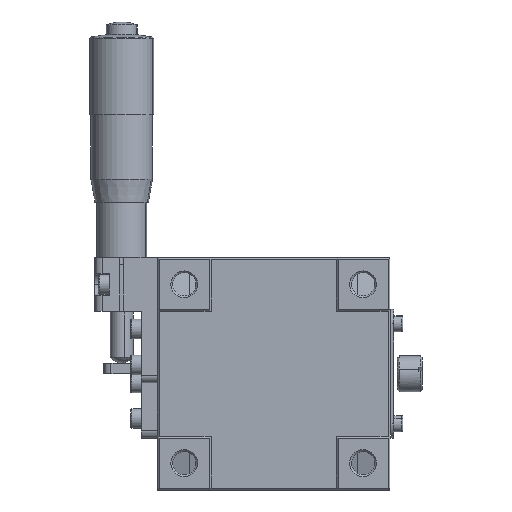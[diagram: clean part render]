
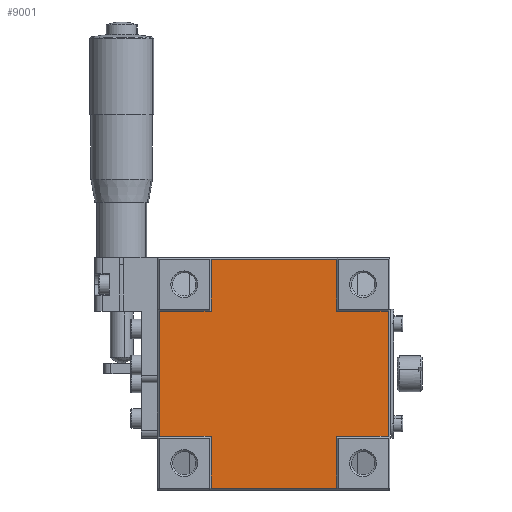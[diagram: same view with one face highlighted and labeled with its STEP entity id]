
A CAD part, front view. The second image highlights one B-rep face of the part: STEP entity #9001.
In plain terms, the highlighted planar face has unit normal (0, -1, 0).
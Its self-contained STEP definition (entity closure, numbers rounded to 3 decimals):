
#80 = CARTESIAN_POINT ( 'NONE',  ( -17.5, 0.5, -17.5 ) ) ;
#136 = LINE ( 'NONE', #1950, #10769 ) ;
#224 = CARTESIAN_POINT ( 'NONE',  ( -32., 0.5, 17.5 ) ) ;
#431 = VECTOR ( 'NONE', #1097, 1000. ) ;
#584 = VECTOR ( 'NONE', #9384, 1000. ) ;
#619 = EDGE_CURVE ( 'NONE', #5325, #10140, #1131, .T. ) ;
#666 = CARTESIAN_POINT ( 'NONE',  ( 17.5, 0.5, 17.5 ) ) ;
#814 = ORIENTED_EDGE ( 'NONE', *, *, #619, .F. ) ;
#998 = EDGE_CURVE ( 'NONE', #9766, #12847, #4644, .T. ) ;
#1050 = VERTEX_POINT ( 'NONE', #13735 ) ;
#1097 = DIRECTION ( 'NONE',  ( 0., 0., 1. ) ) ;
#1131 = LINE ( 'NONE', #3304, #9650 ) ;
#1189 = EDGE_CURVE ( 'NONE', #9766, #10140, #136, .T. ) ;
#1192 = CARTESIAN_POINT ( 'NONE',  ( 32., 0.5, 17.5 ) ) ;
#1203 = EDGE_CURVE ( 'NONE', #6671, #1336, #5150, .T. ) ;
#1304 = EDGE_CURVE ( 'NONE', #6671, #11406, #3776, .T. ) ;
#1332 = CARTESIAN_POINT ( 'NONE',  ( -17.5, 0.5, 17.5 ) ) ;
#1336 = VERTEX_POINT ( 'NONE', #6117 ) ;
#1500 = ORIENTED_EDGE ( 'NONE', *, *, #998, .F. ) ;
#1533 = DIRECTION ( 'NONE',  ( 0., 0., 1. ) ) ;
#1717 = VECTOR ( 'NONE', #3049, 1000. ) ;
#1926 = LINE ( 'NONE', #10018, #12939 ) ;
#1950 = CARTESIAN_POINT ( 'NONE',  ( -32., 0.5, 0. ) ) ;
#2024 = VERTEX_POINT ( 'NONE', #10369 ) ;
#2149 = DIRECTION ( 'NONE',  ( 0., 0., 1. ) ) ;
#2300 = VECTOR ( 'NONE', #6272, 1000. ) ;
#2826 = ORIENTED_EDGE ( 'NONE', *, *, #8711, .F. ) ;
#2956 = ORIENTED_EDGE ( 'NONE', *, *, #9657, .T. ) ;
#3049 = DIRECTION ( 'NONE',  ( 0., 0., -1. ) ) ;
#3093 = CARTESIAN_POINT ( 'NONE',  ( 32., 0.5, -17.5 ) ) ;
#3246 = VERTEX_POINT ( 'NONE', #4280 ) ;
#3304 = CARTESIAN_POINT ( 'NONE',  ( -32.5, 0.5, -17.5 ) ) ;
#3364 = CARTESIAN_POINT ( 'NONE',  ( 32.5, 0.5, 17.5 ) ) ;
#3776 = LINE ( 'NONE', #11106, #6975 ) ;
#4214 = EDGE_CURVE ( 'NONE', #2024, #1050, #1926, .T. ) ;
#4280 = CARTESIAN_POINT ( 'NONE',  ( -17.5, 0.5, 32. ) ) ;
#4282 = CARTESIAN_POINT ( 'NONE',  ( 0., 0.5, 32. ) ) ;
#4483 = EDGE_CURVE ( 'NONE', #2024, #5325, #7123, .T. ) ;
#4583 = EDGE_CURVE ( 'NONE', #12847, #3246, #6110, .T. ) ;
#4644 = LINE ( 'NONE', #11759, #10279 ) ;
#4889 = AXIS2_PLACEMENT_3D ( 'NONE', #11272, #4939, #12341 ) ;
#4895 = CARTESIAN_POINT ( 'NONE',  ( 17.5, 0.5, -32.5 ) ) ;
#4939 = DIRECTION ( 'NONE',  ( 0., 1., 0. ) ) ;
#5150 = LINE ( 'NONE', #13785, #2300 ) ;
#5325 = VERTEX_POINT ( 'NONE', #80 ) ;
#5382 = DIRECTION ( 'NONE',  ( -1., 0., 0. ) ) ;
#5581 = EDGE_CURVE ( 'NONE', #1336, #1050, #6273, .T. ) ;
#5673 = ORIENTED_EDGE ( 'NONE', *, *, #1203, .F. ) ;
#5996 = ORIENTED_EDGE ( 'NONE', *, *, #4483, .F. ) ;
#6110 = LINE ( 'NONE', #6343, #431 ) ;
#6117 = CARTESIAN_POINT ( 'NONE',  ( 17.5, 0.5, -17.5 ) ) ;
#6166 = EDGE_CURVE ( 'NONE', #10307, #6871, #9915, .T. ) ;
#6272 = DIRECTION ( 'NONE',  ( -1., 0., 0. ) ) ;
#6273 = LINE ( 'NONE', #4895, #584 ) ;
#6343 = CARTESIAN_POINT ( 'NONE',  ( -17.5, 0.5, 32.5 ) ) ;
#6494 = DIRECTION ( 'NONE',  ( 0., 0., -1. ) ) ;
#6671 = VERTEX_POINT ( 'NONE', #3093 ) ;
#6871 = VERTEX_POINT ( 'NONE', #666 ) ;
#6975 = VECTOR ( 'NONE', #1533, 1000. ) ;
#7046 = PLANE ( 'NONE',  #4889 ) ;
#7123 = LINE ( 'NONE', #9739, #9937 ) ;
#7302 = DIRECTION ( 'NONE',  ( 1., 0., 0. ) ) ;
#7365 = CARTESIAN_POINT ( 'NONE',  ( -32., 0.5, -17.5 ) ) ;
#7438 = VECTOR ( 'NONE', #5382, 1000. ) ;
#7817 = VECTOR ( 'NONE', #9740, 1000. ) ;
#8711 = EDGE_CURVE ( 'NONE', #6871, #11406, #13770, .T. ) ;
#8870 = ORIENTED_EDGE ( 'NONE', *, *, #4214, .T. ) ;
#9001 = ADVANCED_FACE ( 'NONE', ( #9763 ), #7046, .F. ) ;
#9192 = ORIENTED_EDGE ( 'NONE', *, *, #1189, .T. ) ;
#9342 = ORIENTED_EDGE ( 'NONE', *, *, #5581, .F. ) ;
#9384 = DIRECTION ( 'NONE',  ( 0., 0., -1. ) ) ;
#9650 = VECTOR ( 'NONE', #11418, 1000. ) ;
#9657 = EDGE_CURVE ( 'NONE', #10307, #3246, #13062, .T. ) ;
#9739 = CARTESIAN_POINT ( 'NONE',  ( -17.5, 0.5, -17.5 ) ) ;
#9740 = DIRECTION ( 'NONE',  ( 1., 0., 0. ) ) ;
#9763 = FACE_OUTER_BOUND ( 'NONE', #13610, .T. ) ;
#9766 = VERTEX_POINT ( 'NONE', #224 ) ;
#9915 = LINE ( 'NONE', #12702, #1717 ) ;
#9937 = VECTOR ( 'NONE', #2149, 1000. ) ;
#10018 = CARTESIAN_POINT ( 'NONE',  ( 0., 0.5, -32. ) ) ;
#10140 = VERTEX_POINT ( 'NONE', #7365 ) ;
#10279 = VECTOR ( 'NONE', #7302, 1000. ) ;
#10307 = VERTEX_POINT ( 'NONE', #11771 ) ;
#10369 = CARTESIAN_POINT ( 'NONE',  ( -17.5, 0.5, -32. ) ) ;
#10769 = VECTOR ( 'NONE', #6494, 1000. ) ;
#11106 = CARTESIAN_POINT ( 'NONE',  ( 32., 0.5, 0. ) ) ;
#11272 = CARTESIAN_POINT ( 'NONE',  ( 0., 0.5, 0. ) ) ;
#11406 = VERTEX_POINT ( 'NONE', #1192 ) ;
#11418 = DIRECTION ( 'NONE',  ( -1., 0., 0. ) ) ;
#11759 = CARTESIAN_POINT ( 'NONE',  ( -17.5, 0.5, 17.5 ) ) ;
#11771 = CARTESIAN_POINT ( 'NONE',  ( 17.5, 0.5, 32. ) ) ;
#12263 = ORIENTED_EDGE ( 'NONE', *, *, #6166, .F. ) ;
#12341 = DIRECTION ( 'NONE',  ( 0., 0., 1. ) ) ;
#12589 = ORIENTED_EDGE ( 'NONE', *, *, #1304, .T. ) ;
#12702 = CARTESIAN_POINT ( 'NONE',  ( 17.5, 0.5, 17.5 ) ) ;
#12847 = VERTEX_POINT ( 'NONE', #1332 ) ;
#12939 = VECTOR ( 'NONE', #13510, 1000. ) ;
#13062 = LINE ( 'NONE', #4282, #7438 ) ;
#13499 = ORIENTED_EDGE ( 'NONE', *, *, #4583, .F. ) ;
#13510 = DIRECTION ( 'NONE',  ( 1., 0., 0. ) ) ;
#13610 = EDGE_LOOP ( 'NONE', ( #5673, #12589, #2826, #12263, #2956, #13499, #1500, #9192, #814, #5996, #8870, #9342 ) ) ;
#13735 = CARTESIAN_POINT ( 'NONE',  ( 17.5, 0.5, -32. ) ) ;
#13770 = LINE ( 'NONE', #3364, #7817 ) ;
#13785 = CARTESIAN_POINT ( 'NONE',  ( 17.5, 0.5, -17.5 ) ) ;
